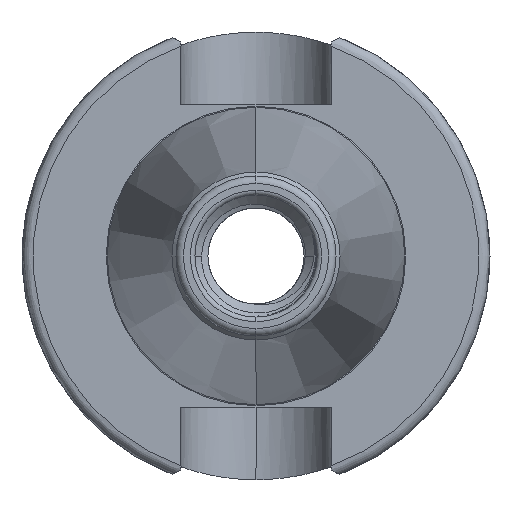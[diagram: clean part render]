
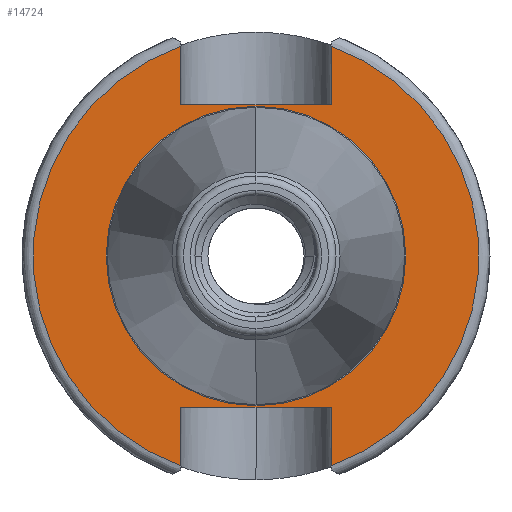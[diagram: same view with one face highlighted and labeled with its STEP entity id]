
A CAD part, left-side view. The second image highlights one B-rep face of the part: STEP entity #14724.
In plain terms, the highlighted planar face has unit normal (-1, 0, 0).
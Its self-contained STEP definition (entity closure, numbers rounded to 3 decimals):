
#1850 = CARTESIAN_POINT ( 'NONE',  ( -4., 16.062, 0. ) ) ;
#1852 = PLANE ( 'NONE',  #6115 ) ;
#1875 = DIRECTION ( 'NONE',  ( 0., 0., -1. ) ) ;
#1877 = DIRECTION ( 'NONE',  ( 1., 0., 0. ) ) ;
#2879 = FACE_OUTER_BOUND ( 'NONE', #12085, .T. ) ;
#2887 = FACE_BOUND ( 'NONE', #12096, .T. ) ;
#5171 = DIRECTION ( 'NONE',  ( 0., 0., 1. ) ) ;
#5215 = CARTESIAN_POINT ( 'NONE',  ( -4., -8.075, -25.1 ) ) ;
#5425 = DIRECTION ( 'NONE',  ( 0., 0., 1. ) ) ;
#5429 = CARTESIAN_POINT ( 'NONE',  ( -4., 0., 0. ) ) ;
#5431 = DIRECTION ( 'NONE',  ( -1., 0., 0. ) ) ;
#6115 = AXIS2_PLACEMENT_3D ( 'NONE', #1850, #1877, #1875 ) ;
#8541 = CARTESIAN_POINT ( 'NONE',  ( -4., 0., 0. ) ) ;
#8543 = DIRECTION ( 'NONE',  ( -1., 0., 0. ) ) ;
#8544 = DIRECTION ( 'NONE',  ( 0., 0., 1. ) ) ;
#8565 = CARTESIAN_POINT ( 'NONE',  ( -4., -8.075, 25.1 ) ) ;
#8570 = DIRECTION ( 'NONE',  ( 0., 0., -1. ) ) ;
#8820 = CARTESIAN_POINT ( 'NONE',  ( -4., 0., 0. ) ) ;
#8827 = DIRECTION ( 'NONE',  ( -1., 0., 0. ) ) ;
#8833 = DIRECTION ( 'NONE',  ( 0., 0., 1. ) ) ;
#8839 = DIRECTION ( 'NONE',  ( 0., 0., -1. ) ) ;
#8846 = CARTESIAN_POINT ( 'NONE',  ( -4., 8.075, 25.1 ) ) ;
#9138 = CARTESIAN_POINT ( 'NONE',  ( -4., -8.075, 16.2 ) ) ;
#9142 = DIRECTION ( 'NONE',  ( 0., -1., 0. ) ) ;
#9150 = CARTESIAN_POINT ( 'NONE',  ( -4., 8.075, -25.1 ) ) ;
#9224 = DIRECTION ( 'NONE',  ( 0., 0., 1. ) ) ;
#9235 = DIRECTION ( 'NONE',  ( 0., -1., 0. ) ) ;
#9241 = CARTESIAN_POINT ( 'NONE',  ( -4., -8.075, -16.2 ) ) ;
#10305 = CARTESIAN_POINT ( 'NONE',  ( -4., 0., 16.062 ) ) ;
#10345 = CARTESIAN_POINT ( 'NONE',  ( -4., 0., -16.062 ) ) ;
#10449 = CARTESIAN_POINT ( 'NONE',  ( -4., 8.075, 16.2 ) ) ;
#10456 = CARTESIAN_POINT ( 'NONE',  ( -4., -8.075, 16.2 ) ) ;
#10476 = CARTESIAN_POINT ( 'NONE',  ( -4., 8.075, 22.495 ) ) ;
#10511 = CARTESIAN_POINT ( 'NONE',  ( -4., 8.075, -16.2 ) ) ;
#10512 = CARTESIAN_POINT ( 'NONE',  ( -4., -8.075, -16.2 ) ) ;
#10549 = CARTESIAN_POINT ( 'NONE',  ( -4., 8.075, -22.495 ) ) ;
#10559 = CARTESIAN_POINT ( 'NONE',  ( -4., -8.075, -22.495 ) ) ;
#10560 = CARTESIAN_POINT ( 'NONE',  ( -4., -8.075, 22.495 ) ) ;
#10899 = AXIS2_PLACEMENT_3D ( 'NONE', #8820, #8827, #8833 ) ;
#10906 = AXIS2_PLACEMENT_3D ( 'NONE', #8541, #8543, #8544 ) ;
#10926 = AXIS2_PLACEMENT_3D ( 'NONE', #5429, #5431, #5425 ) ;
#10977 = AXIS2_PLACEMENT_3D ( 'NONE', #12154, #12174, #12180 ) ;
#11257 = EDGE_CURVE ( 'NONE', #11958, #11957, #15773, .T. ) ;
#11262 = EDGE_CURVE ( 'NONE', #11957, #11928, #15778, .T. ) ;
#11274 = EDGE_CURVE ( 'NONE', #11717, #11734, #15791, .T. ) ;
#11281 = EDGE_CURVE ( 'NONE', #11858, #11930, #15790, .T. ) ;
#11321 = EDGE_CURVE ( 'NONE', #11930, #11928, #15824, .T. ) ;
#11330 = EDGE_CURVE ( 'NONE', #11960, #11906, #15837, .T. ) ;
#11331 = EDGE_CURVE ( 'NONE', #11906, #11907, #15832, .T. ) ;
#11338 = EDGE_CURVE ( 'NONE', #11958, #11907, #15774, .T. ) ;
#11377 = EDGE_CURVE ( 'NONE', #11858, #11960, #13879, .T. ) ;
#11528 = EDGE_CURVE ( 'NONE', #11734, #11717, #14477, .T. ) ;
#11717 = VERTEX_POINT ( 'NONE', #10305 ) ;
#11734 = VERTEX_POINT ( 'NONE', #10345 ) ;
#11858 = VERTEX_POINT ( 'NONE', #10476 ) ;
#11906 = VERTEX_POINT ( 'NONE', #10511 ) ;
#11907 = VERTEX_POINT ( 'NONE', #10512 ) ;
#11928 = VERTEX_POINT ( 'NONE', #10456 ) ;
#11930 = VERTEX_POINT ( 'NONE', #10449 ) ;
#11957 = VERTEX_POINT ( 'NONE', #10560 ) ;
#11958 = VERTEX_POINT ( 'NONE', #10559 ) ;
#11960 = VERTEX_POINT ( 'NONE', #10549 ) ;
#12085 = EDGE_LOOP ( 'NONE', ( #15407, #15423, #15424, #15415, #15448, #15393, #15384, #15456 ) ) ;
#12096 = EDGE_LOOP ( 'NONE', ( #15452, #15464 ) ) ;
#12154 = CARTESIAN_POINT ( 'NONE',  ( -4., 0., 0. ) ) ;
#12174 = DIRECTION ( 'NONE',  ( -1., 0., 0. ) ) ;
#12180 = DIRECTION ( 'NONE',  ( 0., 0., 1. ) ) ;
#13879 = CIRCLE ( 'NONE', #10926, 23.9 ) ;
#14477 = CIRCLE ( 'NONE', #10977, 16.062 ) ;
#14724 = ADVANCED_FACE ( 'NONE', ( #2879, #2887 ), #1852, .F. ) ;
#15384 = ORIENTED_EDGE ( 'NONE', *, *, #11321, .F. ) ;
#15393 = ORIENTED_EDGE ( 'NONE', *, *, #11262, .T. ) ;
#15407 = ORIENTED_EDGE ( 'NONE', *, *, #11377, .T. ) ;
#15415 = ORIENTED_EDGE ( 'NONE', *, *, #11338, .F. ) ;
#15423 = ORIENTED_EDGE ( 'NONE', *, *, #11330, .T. ) ;
#15424 = ORIENTED_EDGE ( 'NONE', *, *, #11331, .T. ) ;
#15448 = ORIENTED_EDGE ( 'NONE', *, *, #11257, .T. ) ;
#15452 = ORIENTED_EDGE ( 'NONE', *, *, #11274, .F. ) ;
#15456 = ORIENTED_EDGE ( 'NONE', *, *, #11281, .F. ) ;
#15464 = ORIENTED_EDGE ( 'NONE', *, *, #11528, .F. ) ;
#15773 = CIRCLE ( 'NONE', #10906, 23.9 ) ;
#15774 = LINE ( 'NONE', #5215, #15781 ) ;
#15778 = LINE ( 'NONE', #8565, #15780 ) ;
#15780 = VECTOR ( 'NONE', #8570, 1000. ) ;
#15781 = VECTOR ( 'NONE', #5171, 1000. ) ;
#15790 = LINE ( 'NONE', #8846, #15794 ) ;
#15791 = CIRCLE ( 'NONE', #10899, 16.062 ) ;
#15794 = VECTOR ( 'NONE', #8839, 1000. ) ;
#15810 = VECTOR ( 'NONE', #9235, 1000. ) ;
#15822 = VECTOR ( 'NONE', #9142, 1000. ) ;
#15824 = LINE ( 'NONE', #9138, #15822 ) ;
#15829 = VECTOR ( 'NONE', #9224, 1000. ) ;
#15832 = LINE ( 'NONE', #9241, #15810 ) ;
#15837 = LINE ( 'NONE', #9150, #15829 ) ;
